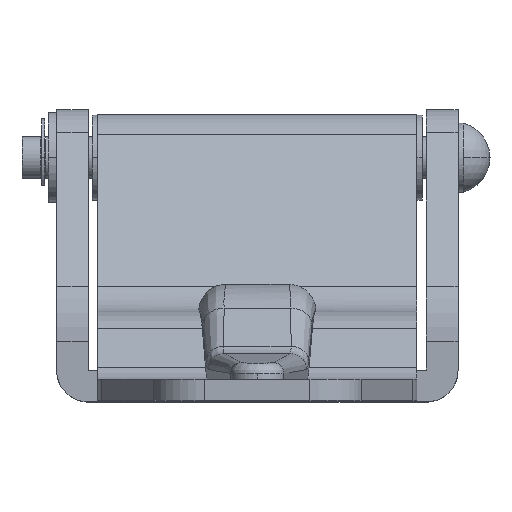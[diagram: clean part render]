
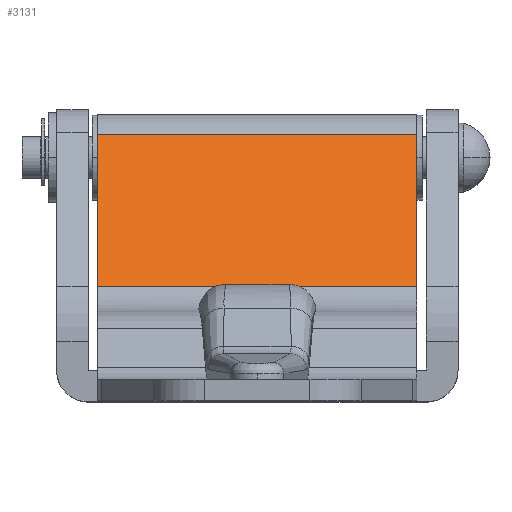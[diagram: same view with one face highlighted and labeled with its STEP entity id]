
A CAD part, top view. The second image highlights one B-rep face of the part: STEP entity #3131.
In plain terms, the highlighted planar face has unit normal (0, 0.53, 0.848).
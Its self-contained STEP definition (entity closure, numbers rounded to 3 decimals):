
#415 = LINE ( 'NONE', #416, #3484 ) ;
#416 = CARTESIAN_POINT ( 'NONE',  ( 30., -24.297, 24.781 ) ) ;
#417 = DIRECTION ( 'NONE',  ( -1., 0., 0. ) ) ;
#427 = PLANE ( 'NONE',  #3564 ) ;
#428 = CARTESIAN_POINT ( 'NONE',  ( 30., 4.317, 6.913 ) ) ;
#429 = DIRECTION ( 'NONE',  ( 0., -0.53, -0.848 ) ) ;
#430 = DIRECTION ( 'NONE',  ( 0., 0.848, -0.53 ) ) ;
#891 = CARTESIAN_POINT ( 'NONE',  ( 3.333, -24.007, 24.6 ) ) ;
#898 = CARTESIAN_POINT ( 'NONE',  ( 3.957, -24.033, 24.616 ) ) ;
#899 = CARTESIAN_POINT ( 'NONE',  ( 4.565, -24.13, 24.677 ) ) ;
#900 = CARTESIAN_POINT ( 'NONE',  ( 5.159, -24.297, 24.781 ) ) ;
#938 = LINE ( 'NONE', #939, #2584 ) ;
#939 = CARTESIAN_POINT ( 'NONE',  ( 30., 4.317, 6.913 ) ) ;
#940 = DIRECTION ( 'NONE',  ( 0., -0.848, 0.53 ) ) ;
#953 = LINE ( 'NONE', #954, #2573 ) ;
#954 = CARTESIAN_POINT ( 'NONE',  ( -30., 4.317, 6.913 ) ) ;
#955 = DIRECTION ( 'NONE',  ( 0., -0.848, 0.53 ) ) ;
#986 = LINE ( 'NONE', #987, #2564 ) ;
#987 = CARTESIAN_POINT ( 'NONE',  ( 30., 4.317, 6.913 ) ) ;
#988 = DIRECTION ( 'NONE',  ( -1., 0., 0. ) ) ;
#992 = LINE ( 'NONE', #993, #2561 ) ;
#993 = CARTESIAN_POINT ( 'NONE',  ( 30., -24.297, 24.781 ) ) ;
#994 = DIRECTION ( 'NONE',  ( -1., 0., 0. ) ) ;
#1021 = CARTESIAN_POINT ( 'NONE',  ( -5.159, -24.297, 24.781 ) ) ;
#1022 = CARTESIAN_POINT ( 'NONE',  ( -4.565, -24.13, 24.677 ) ) ;
#1023 = CARTESIAN_POINT ( 'NONE',  ( -3.957, -24.033, 24.616 ) ) ;
#1024 = CARTESIAN_POINT ( 'NONE',  ( -3.333, -24.007, 24.6 ) ) ;
#1085 = CARTESIAN_POINT ( 'NONE',  ( 5.159, -24.297, 24.781 ) ) ;
#1098 = CARTESIAN_POINT ( 'NONE',  ( 30., 4.317, 6.913 ) ) ;
#1100 = CARTESIAN_POINT ( 'NONE',  ( 30., -24.297, 24.781 ) ) ;
#1113 = CARTESIAN_POINT ( 'NONE',  ( 3.333, -24.007, 24.6 ) ) ;
#1133 = CARTESIAN_POINT ( 'NONE',  ( -3.333, -24.007, 24.6 ) ) ;
#1155 = CARTESIAN_POINT ( 'NONE',  ( -5.159, -24.297, 24.781 ) ) ;
#1158 = CARTESIAN_POINT ( 'NONE',  ( -30., -24.297, 24.781 ) ) ;
#1164 = CARTESIAN_POINT ( 'NONE',  ( -30., 4.317, 6.913 ) ) ;
#1752 = EDGE_LOOP ( 'NONE', ( #2002, #2003, #2000, #2004, #2006, #2005, #2007, #2008 ) ) ;
#2000 = ORIENTED_EDGE ( 'NONE', *, *, #3382, .F. ) ;
#2002 = ORIENTED_EDGE ( 'NONE', *, *, #3032, .T. ) ;
#2003 = ORIENTED_EDGE ( 'NONE', *, *, #3351, .T. ) ;
#2004 = ORIENTED_EDGE ( 'NONE', *, *, #3364, .F. ) ;
#2005 = ORIENTED_EDGE ( 'NONE', *, *, #3369, .T. ) ;
#2006 = ORIENTED_EDGE ( 'NONE', *, *, #3380, .T. ) ;
#2007 = ORIENTED_EDGE ( 'NONE', *, *, #3127, .F. ) ;
#2008 = ORIENTED_EDGE ( 'NONE', *, *, #3386, .T. ) ;
#2274 = LINE ( 'NONE', #2275, #2863 ) ;
#2275 = CARTESIAN_POINT ( 'NONE',  ( 11., -24.007, 24.6 ) ) ;
#2276 = DIRECTION ( 'NONE',  ( 1., 0., 0. ) ) ;
#2561 = VECTOR ( 'NONE', #994, 1000. ) ;
#2564 = VECTOR ( 'NONE', #988, 1000. ) ;
#2573 = VECTOR ( 'NONE', #955, 1000. ) ;
#2584 = VECTOR ( 'NONE', #940, 1000. ) ;
#2863 = VECTOR ( 'NONE', #2276, 1000. ) ;
#3032 = EDGE_CURVE ( 'NONE', #4966, #4946, #2274, .T. ) ;
#3127 = EDGE_CURVE ( 'NONE', #4988, #4991, #415, .T. ) ;
#3131 = ADVANCED_FACE ( 'NONE', ( #3476 ), #427, .F. ) ;
#3255 = B_SPLINE_CURVE_WITH_KNOTS ( 'NONE', 3,
 ( #891, #898, #899, #900 ),
 .UNSPECIFIED., .F., .F.,
 ( 4, 4 ),
 ( 0., 0.002 ),
 .UNSPECIFIED. ) ;
#3257 = B_SPLINE_CURVE_WITH_KNOTS ( 'NONE', 3,
 ( #1021, #1022, #1023, #1024 ),
 .UNSPECIFIED., .F., .F.,
 ( 4, 4 ),
 ( 0., 0.002 ),
 .UNSPECIFIED. ) ;
#3351 = EDGE_CURVE ( 'NONE', #4946, #4807, #3255, .T. ) ;
#3364 = EDGE_CURVE ( 'NONE', #4931, #4933, #938, .T. ) ;
#3369 = EDGE_CURVE ( 'NONE', #4997, #4991, #953, .T. ) ;
#3380 = EDGE_CURVE ( 'NONE', #4931, #4997, #986, .T. ) ;
#3382 = EDGE_CURVE ( 'NONE', #4933, #4807, #992, .T. ) ;
#3386 = EDGE_CURVE ( 'NONE', #4988, #4966, #3257, .T. ) ;
#3476 = FACE_OUTER_BOUND ( 'NONE', #1752, .T. ) ;
#3484 = VECTOR ( 'NONE', #417, 1000. ) ;
#3564 = AXIS2_PLACEMENT_3D ( 'NONE', #428, #429, #430 ) ;
#4807 = VERTEX_POINT ( 'NONE', #1085 ) ;
#4931 = VERTEX_POINT ( 'NONE', #1098 ) ;
#4933 = VERTEX_POINT ( 'NONE', #1100 ) ;
#4946 = VERTEX_POINT ( 'NONE', #1113 ) ;
#4966 = VERTEX_POINT ( 'NONE', #1133 ) ;
#4988 = VERTEX_POINT ( 'NONE', #1155 ) ;
#4991 = VERTEX_POINT ( 'NONE', #1158 ) ;
#4997 = VERTEX_POINT ( 'NONE', #1164 ) ;
